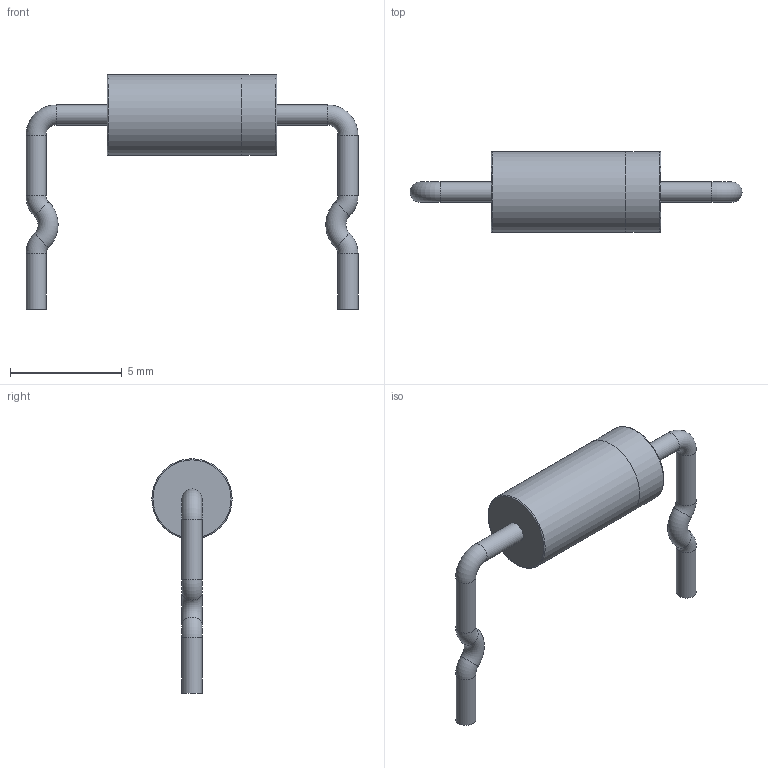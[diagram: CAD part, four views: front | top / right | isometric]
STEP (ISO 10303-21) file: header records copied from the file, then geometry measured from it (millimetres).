
FILE_DESCRIPTION(('STEP AP214'), '1');
FILE_NAME('DO-204AC-R', '', ('UNSPECIFIED'), ('UNSPECIFIED'), 'ASCON STEP Converter 1.3', 'ASCON Math Kernel', '');
FILE_SCHEMA(('AUTOMOTIVE_DESIGN { 1 0 10303 214 3 1 1}'));
Length unit declared in the file: millimetre
Bounding box: 14.87 x 3.6 x 10.5 mm (x, y, z)
Volume: 92.3 mm3; surface area: 175 mm2
Topology: 3 solids, 3 shells, 24 faces, 39 edges, 21 vertices
Faces by surface type: torus 10, cylinder 8, plane 6
Full cylindrical faces by diameter (mm): 0.9 x6, 3.6 x2
Entity records: 702 total; most frequent: DIRECTION 92, CARTESIAN_POINT 67, AXIS2_PLACEMENT_3D 46, EDGE_LOOP 42, ORIENTED_EDGE 42, FACE_OUTER_BOUND 36, COLOUR_RGB 27, FILL_AREA_STYLE_COLOUR 27
